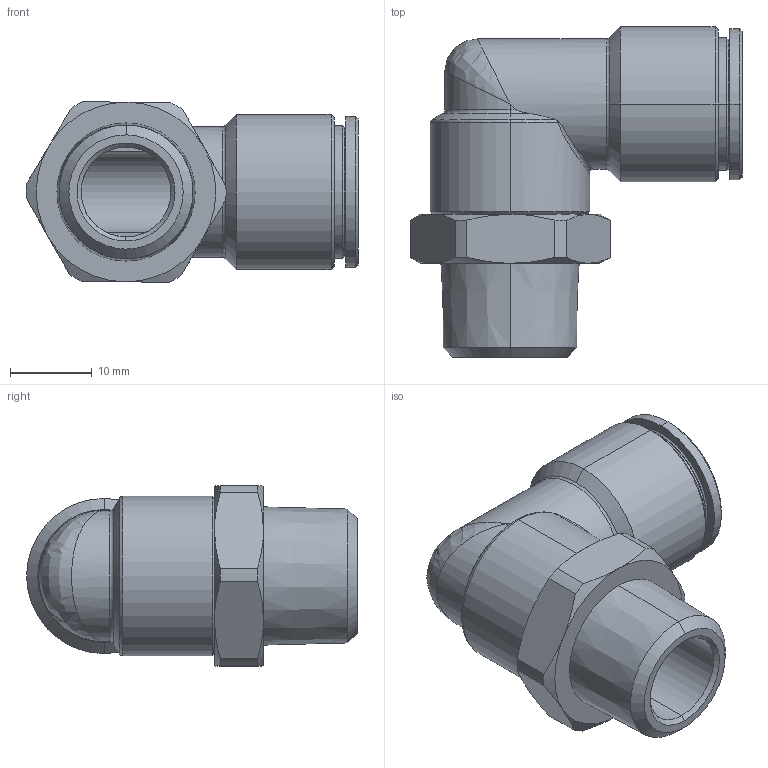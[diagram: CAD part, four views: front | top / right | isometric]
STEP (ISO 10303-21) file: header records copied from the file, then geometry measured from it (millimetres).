
FILE_DESCRIPTION (( 'STEP AP203' ), '1' );
FILE_NAME ('X0050063.STEP', '2010-09-24T06:20:10', ( '' ), ( 'sopra-pneumatic' ), 'SwSTEP 2.0', 'SolidWorks 2009', '' );
FILE_SCHEMA (( 'CONFIG_CONTROL_DESIGN' ));
Length unit declared in the file: millimetre
Products named in the file (1): X0050063
Bounding box: 40.65 x 40.5 x 22.11 mm (x, y, z)
Volume: 9518 mm3; surface area: 6202.4 mm2
Topology: 1 solids, 1 shells, 90 faces, 202 edges, 116 vertices
Faces by surface type: cone 33, cylinder 26, plane 15, torus 12, bspline 4
Entity records: 3920 total; most frequent: CARTESIAN_POINT 1881, DIRECTION 432, ORIENTED_EDGE 400, EDGE_CURVE 200, AXIS2_PLACEMENT_3D 189, VERTEX_POINT 116, CIRCLE 102, EDGE_LOOP 96
